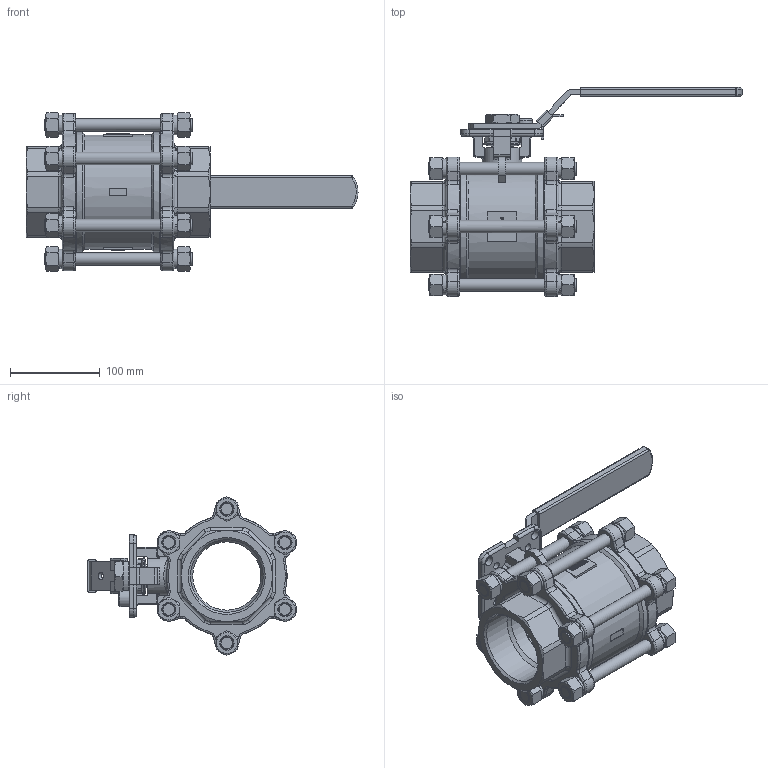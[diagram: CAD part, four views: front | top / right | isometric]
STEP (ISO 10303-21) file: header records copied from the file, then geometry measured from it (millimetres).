
FILE_DESCRIPTION (( 'STEP AP203' ), '1' );
FILE_NAME ('KV-L30-NPS3-忒梟.STEP', '2024-10-23T08:12:47', ( 'Sky123.Org' ), ( 'Sky123.Org' ), 'SwSTEP 2.0', 'SolidWorks 2013', '' );
FILE_SCHEMA (( 'CONFIG_CONTROL_DESIGN' ));
Length unit declared in the file: millimetre
Products named in the file (1): KV-L30-NPS3-忒梟
Bounding box: 369.81 x 232.79 x 177.01 mm (x, y, z)
Volume: 1863736 mm3; surface area: 400825.2 mm2
Topology: 46 solids, 46 shells, 1312 faces, 3258 edges, 2066 vertices
Faces by surface type: plane 619, cylinder 311, bspline 232, cone 150
Full cylindrical faces by diameter (mm): 6.647 x1, 8 x3, 8.5 x4, 9 x1, 11 x4, 13.835 x12, 14 x6, 14.5 x2, 14.9 x12, 15 x12, 18 x1, 20.637 x2, 21.7 x1, 22.1 x12, 22.225 x1, 22.35 x2, 24 x2, 30 x2, 31 x1, 44.45 x2, 48 x1, 76 x2, 80 x1, 81 x2, 130.5 x2, 134.3 x2
Entity records: 57369 total; most frequent: CARTESIAN_POINT 29101, ORIENTED_EDGE 6064, DIRECTION 5128, EDGE_CURVE 3032, VERTEX_POINT 2013, AXIS2_PLACEMENT_3D 1846, EDGE_LOOP 1619, VECTOR 1436
